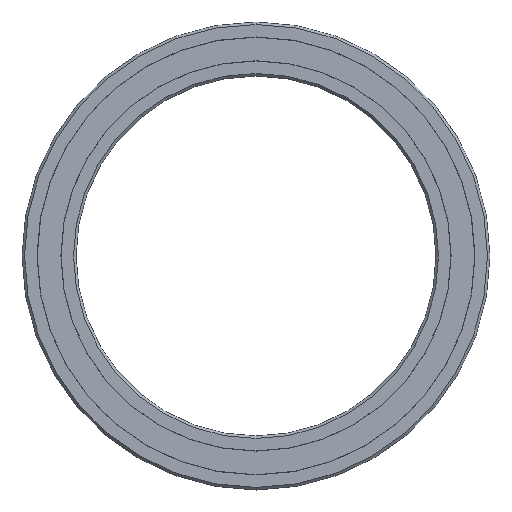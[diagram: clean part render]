
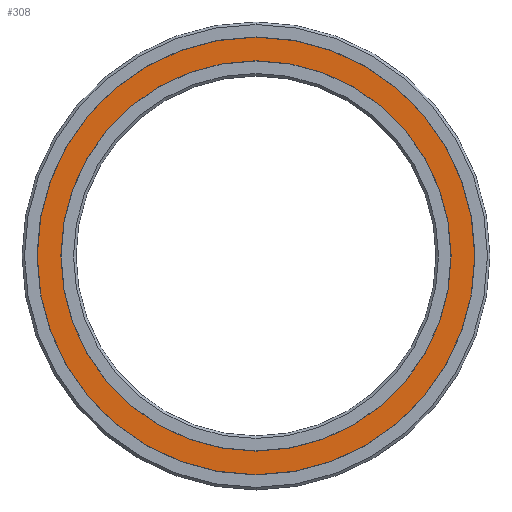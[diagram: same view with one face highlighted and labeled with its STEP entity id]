
A CAD part, top view. The second image highlights one B-rep face of the part: STEP entity #308.
In plain terms, the highlighted planar face has unit normal (0, 0, 1).
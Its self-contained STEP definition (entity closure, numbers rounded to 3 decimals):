
#90 = CARTESIAN_POINT ( 'NONE',  ( 0., 27.109, 3.08 ) ) ;
#145 = DIRECTION ( 'NONE',  ( 0., -1., 0. ) ) ;
#182 = EDGE_CURVE ( 'NONE', #1328, #2151, #1313, .T. ) ;
#183 = CARTESIAN_POINT ( 'NONE',  ( 0., -30.391, 3.08 ) ) ;
#210 = AXIS2_PLACEMENT_3D ( 'NONE', #956, #1691, #1122 ) ;
#259 = DIRECTION ( 'NONE',  ( 0., 1., 0. ) ) ;
#308 = ADVANCED_FACE ( 'NONE', ( #1600, #1017 ), #1382, .F. ) ;
#314 = DIRECTION ( 'NONE',  ( 0., 0., 1. ) ) ;
#364 = CIRCLE ( 'NONE', #742, 30.391 ) ;
#452 = ORIENTED_EDGE ( 'NONE', *, *, #1457, .F. ) ;
#511 = DIRECTION ( 'NONE',  ( 0., 0., 1. ) ) ;
#742 = AXIS2_PLACEMENT_3D ( 'NONE', #1630, #511, #1225 ) ;
#757 = DIRECTION ( 'NONE',  ( 0., 0., 1. ) ) ;
#767 = CARTESIAN_POINT ( 'NONE',  ( 0., -27.109, 3.08 ) ) ;
#804 = EDGE_LOOP ( 'NONE', ( #1069, #452 ) ) ;
#806 = DIRECTION ( 'NONE',  ( 0., 0., -1. ) ) ;
#956 = CARTESIAN_POINT ( 'NONE',  ( 0., 0., 3.08 ) ) ;
#978 = CARTESIAN_POINT ( 'NONE',  ( 0., 0., 3.08 ) ) ;
#998 = VERTEX_POINT ( 'NONE', #183 ) ;
#1017 = FACE_OUTER_BOUND ( 'NONE', #2298, .T. ) ;
#1039 = CARTESIAN_POINT ( 'NONE',  ( 0., 30.391, 3.08 ) ) ;
#1069 = ORIENTED_EDGE ( 'NONE', *, *, #182, .F. ) ;
#1115 = DIRECTION ( 'NONE',  ( 0., -1., 0. ) ) ;
#1122 = DIRECTION ( 'NONE',  ( 0., -1., 0. ) ) ;
#1225 = DIRECTION ( 'NONE',  ( 0., -1., 0. ) ) ;
#1271 = ORIENTED_EDGE ( 'NONE', *, *, #2262, .T. ) ;
#1277 = AXIS2_PLACEMENT_3D ( 'NONE', #90, #806, #259 ) ;
#1313 = CIRCLE ( 'NONE', #1796, 27.109 ) ;
#1328 = VERTEX_POINT ( 'NONE', #767 ) ;
#1364 = VERTEX_POINT ( 'NONE', #1039 ) ;
#1382 = PLANE ( 'NONE',  #1277 ) ;
#1392 = ORIENTED_EDGE ( 'NONE', *, *, #1485, .T. ) ;
#1457 = EDGE_CURVE ( 'NONE', #2151, #1328, #2079, .T. ) ;
#1485 = EDGE_CURVE ( 'NONE', #1364, #998, #1556, .T. ) ;
#1556 = CIRCLE ( 'NONE', #210, 30.391 ) ;
#1600 = FACE_BOUND ( 'NONE', #804, .T. ) ;
#1630 = CARTESIAN_POINT ( 'NONE',  ( 0., 0., 3.08 ) ) ;
#1673 = CARTESIAN_POINT ( 'NONE',  ( 0., 27.109, 3.08 ) ) ;
#1691 = DIRECTION ( 'NONE',  ( 0., 0., 1. ) ) ;
#1796 = AXIS2_PLACEMENT_3D ( 'NONE', #978, #757, #1115 ) ;
#2079 = CIRCLE ( 'NONE', #2233, 27.109 ) ;
#2151 = VERTEX_POINT ( 'NONE', #1673 ) ;
#2233 = AXIS2_PLACEMENT_3D ( 'NONE', #2247, #314, #145 ) ;
#2247 = CARTESIAN_POINT ( 'NONE',  ( 0., 0., 3.08 ) ) ;
#2262 = EDGE_CURVE ( 'NONE', #998, #1364, #364, .T. ) ;
#2298 = EDGE_LOOP ( 'NONE', ( #1271, #1392 ) ) ;
